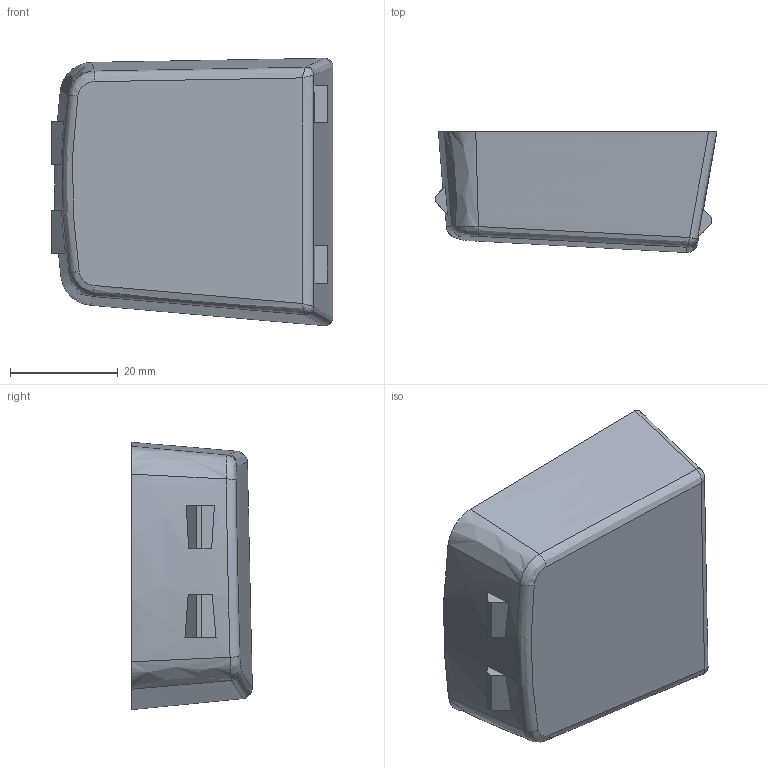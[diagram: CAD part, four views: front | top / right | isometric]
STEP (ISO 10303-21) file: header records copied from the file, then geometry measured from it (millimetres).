
FILE_DESCRIPTION(/* description */ (''),/* implementation_level */ '2;1');
FILE_NAME(/* name */ 'center_console_coin_tray_blank.stp',/* time_stamp */ '2021-06-23T01:42:57-07:00',/* author */ ('Andrew'),/* organization */ (''),/* preprocessor_version */ 'ST-DEVELOPER v18.1',/* originating_system */ 'Autodesk Inventor 2021',/* authorisation */ '');
FILE_SCHEMA (('AUTOMOTIVE_DESIGN { 1 0 10303 214 3 1 1 }'));
Length unit declared in the file: millimetre
Products named in the file (1): center_console_coin_tray_blank
Bounding box: 52.25 x 22.36 x 49.58 mm (x, y, z)
Volume: 5623.6 mm3; surface area: 11190.3 mm2
Topology: 1 solids, 1 shells, 59 faces, 166 edges, 136 vertices
Faces by surface type: bspline 36, plane 23
Entity records: 3226 total; most frequent: CARTESIAN_POINT 2049, ORIENTED_EDGE 272, EDGE_CURVE 136, DIRECTION 115, B_SPLINE_CURVE_WITH_KNOTS 86, VERTEX_POINT 84, EDGE_LOOP 64, FACE_OUTER_BOUND 59
